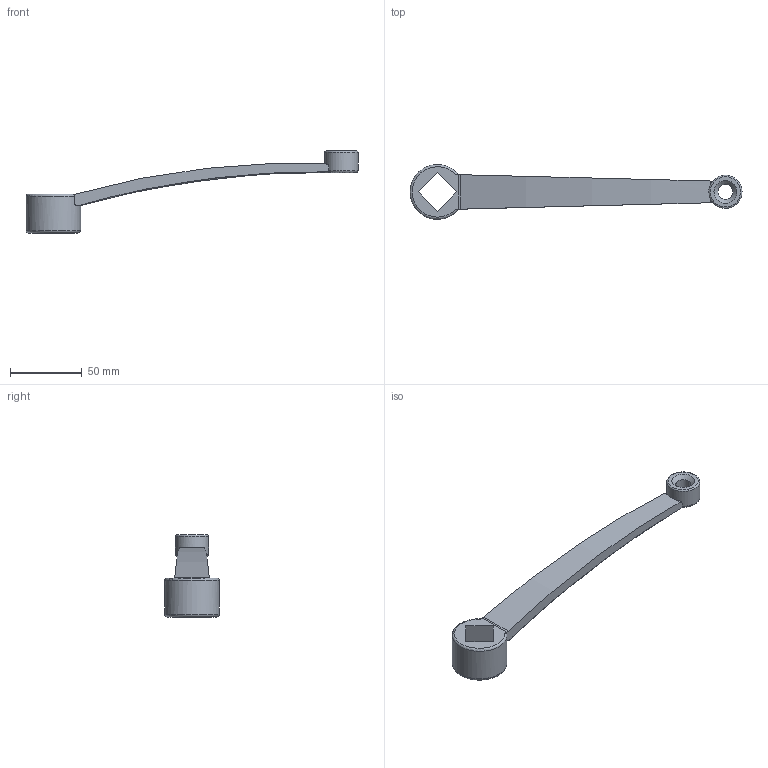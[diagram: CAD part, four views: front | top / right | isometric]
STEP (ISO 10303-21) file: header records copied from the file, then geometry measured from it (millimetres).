
FILE_DESCRIPTION(/* description */ (''),/* implementation_level */ '2;1');
FILE_NAME(/* name */ 'CHS_200_19_N.dxf',/* time_stamp */ '2012-11-23T15:20:44+08:00',/* author */ (''),/* organization */ (''),/* preprocessor_version */ 'ST-DEVELOPER v9',/* originating_system */ 'UGS - NX 4.0',/* authorisation */ '');
FILE_SCHEMA (('CONFIG_CONTROL_DESIGN'));
Length unit declared in the file: millimetre
Products named in the file (1): Admi7690xj2d
Bounding box: 230.59 x 38 x 57 mm (x, y, z)
Volume: 51824.6 mm3; surface area: 17888.2 mm2
Topology: 1 solids, 1 shells, 38 faces, 97 edges, 61 vertices
Faces by surface type: plane 16, cylinder 14, torus 4, cone 2, bspline 2
Full cylindrical faces by diameter (mm): 10.4 x1, 23 x1, 38 x1
Entity records: 1352 total; most frequent: CARTESIAN_POINT 392, DIRECTION 177, ORIENTED_EDGE 176, EDGE_CURVE 88, AXIS2_PLACEMENT_3D 67, VERTEX_POINT 59, EDGE_LOOP 49, LINE 43
